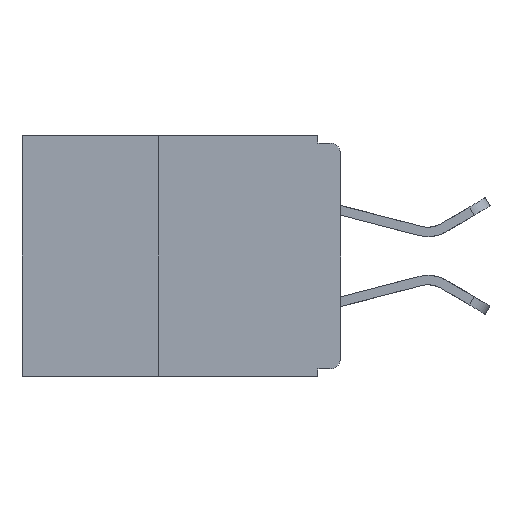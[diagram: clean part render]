
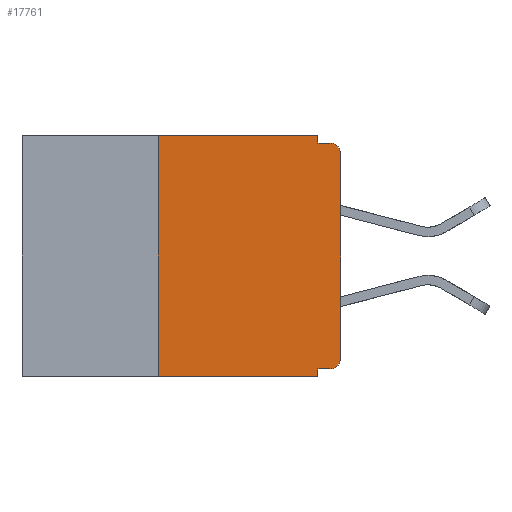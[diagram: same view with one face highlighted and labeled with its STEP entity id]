
A CAD part, left-side view. The second image highlights one B-rep face of the part: STEP entity #17761.
In plain terms, the highlighted planar face has unit normal (-1, 0, 0).
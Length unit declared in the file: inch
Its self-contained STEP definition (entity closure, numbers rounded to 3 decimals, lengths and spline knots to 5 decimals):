
#370 = CARTESIAN_POINT ( 'NONE',  ( 0., 0., -0.01 ) ) ;
#427 = ORIENTED_EDGE ( 'NONE', *, *, #23665, .F. ) ;
#614 = VERTEX_POINT ( 'NONE', #7438 ) ;
#701 = LINE ( 'NONE', #17699, #5833 ) ;
#757 = CIRCLE ( 'NONE', #1461, 0.015 ) ;
#978 = ORIENTED_EDGE ( 'NONE', *, *, #7066, .T. ) ;
#1032 = VECTOR ( 'NONE', #21811, 39.37008 ) ;
#1461 = AXIS2_PLACEMENT_3D ( 'NONE', #21484, #21447, #21364 ) ;
#1734 = DIRECTION ( 'NONE',  ( 0., -1., 0. ) ) ;
#1871 = ORIENTED_EDGE ( 'NONE', *, *, #23680, .F. ) ;
#1893 = CARTESIAN_POINT ( 'NONE',  ( 0., 0.437, -0.33 ) ) ;
#2334 = ORIENTED_EDGE ( 'NONE', *, *, #20164, .F. ) ;
#3759 = ORIENTED_EDGE ( 'NONE', *, *, #16656, .T. ) ;
#4248 = CARTESIAN_POINT ( 'NONE',  ( 0., 0., -0.32 ) ) ;
#4861 = VERTEX_POINT ( 'NONE', #10846 ) ;
#5057 = AXIS2_PLACEMENT_3D ( 'NONE', #21017, #17333, #6033 ) ;
#5251 = VECTOR ( 'NONE', #10252, 39.37008 ) ;
#5833 = VECTOR ( 'NONE', #13984, 39.37008 ) ;
#5840 = EDGE_CURVE ( 'NONE', #6330, #4861, #13087, .T. ) ;
#6033 = DIRECTION ( 'NONE',  ( 0., 0., -1. ) ) ;
#6052 = CARTESIAN_POINT ( 'NONE',  ( 0., 0.031, 0. ) ) ;
#6159 = EDGE_CURVE ( 'NONE', #4861, #9369, #757, .T. ) ;
#6247 = VERTEX_POINT ( 'NONE', #19753 ) ;
#6330 = VERTEX_POINT ( 'NONE', #18126 ) ;
#6609 = DIRECTION ( 'NONE',  ( -1., 0., 0. ) ) ;
#6789 = CARTESIAN_POINT ( 'NONE',  ( 0., 0.031, 0. ) ) ;
#6799 = LINE ( 'NONE', #6789, #1032 ) ;
#6967 = CARTESIAN_POINT ( 'NONE',  ( 0., 0.25, -0.33 ) ) ;
#7066 = EDGE_CURVE ( 'NONE', #19814, #15464, #9712, .T. ) ;
#7438 = CARTESIAN_POINT ( 'NONE',  ( 0., 0.25, 0. ) ) ;
#7467 = CARTESIAN_POINT ( 'NONE',  ( 0., 0.031, -0.33 ) ) ;
#8038 = VECTOR ( 'NONE', #13477, 39.37008 ) ;
#9369 = VERTEX_POINT ( 'NONE', #24052 ) ;
#9712 = LINE ( 'NONE', #1893, #11522 ) ;
#10224 = DIRECTION ( 'NONE',  ( 0., -1., 0. ) ) ;
#10252 = DIRECTION ( 'NONE',  ( 0., 0., 1. ) ) ;
#10797 = AXIS2_PLACEMENT_3D ( 'NONE', #17871, #6609, #19761 ) ;
#10846 = CARTESIAN_POINT ( 'NONE',  ( 0., 0., -0.025 ) ) ;
#11048 = ORIENTED_EDGE ( 'NONE', *, *, #18497, .F. ) ;
#11355 = ORIENTED_EDGE ( 'NONE', *, *, #5840, .T. ) ;
#11522 = VECTOR ( 'NONE', #1734, 39.37008 ) ;
#12030 = VERTEX_POINT ( 'NONE', #15780 ) ;
#12182 = CARTESIAN_POINT ( 'NONE',  ( 0., 0.25, -0.33 ) ) ;
#13087 = LINE ( 'NONE', #14170, #8038 ) ;
#13352 = EDGE_CURVE ( 'NONE', #614, #22282, #24401, .T. ) ;
#13477 = DIRECTION ( 'NONE',  ( 0., 0., 1. ) ) ;
#13782 = DIRECTION ( 'NONE',  ( 0., -1., 0. ) ) ;
#13951 = CARTESIAN_POINT ( 'NONE',  ( 0., 0.437, 0. ) ) ;
#13984 = DIRECTION ( 'NONE',  ( 0., 0., -1. ) ) ;
#14060 = ORIENTED_EDGE ( 'NONE', *, *, #20829, .F. ) ;
#14170 = CARTESIAN_POINT ( 'NONE',  ( 0., 0., 0. ) ) ;
#14419 = VECTOR ( 'NONE', #19250, 39.37008 ) ;
#14507 = ORIENTED_EDGE ( 'NONE', *, *, #6159, .T. ) ;
#15154 = CIRCLE ( 'NONE', #10797, 0.015 ) ;
#15334 = LINE ( 'NONE', #12182, #5251 ) ;
#15399 = PLANE ( 'NONE',  #5057 ) ;
#15464 = VERTEX_POINT ( 'NONE', #7467 ) ;
#15780 = CARTESIAN_POINT ( 'NONE',  ( 0., 0.015, -0.32 ) ) ;
#16656 = EDGE_CURVE ( 'NONE', #12030, #6330, #15154, .T. ) ;
#17333 = DIRECTION ( 'NONE',  ( 1., 0., 0. ) ) ;
#17699 = CARTESIAN_POINT ( 'NONE',  ( 0., 0.031, -0.33 ) ) ;
#17761 = ADVANCED_FACE ( 'NONE', ( #18299 ), #15399, .F. ) ;
#17871 = CARTESIAN_POINT ( 'NONE',  ( 0., 0.015, -0.305 ) ) ;
#18126 = CARTESIAN_POINT ( 'NONE',  ( 0., 0., -0.305 ) ) ;
#18299 = FACE_OUTER_BOUND ( 'NONE', #24492, .T. ) ;
#18317 = VECTOR ( 'NONE', #10224, 39.37008 ) ;
#18497 = EDGE_CURVE ( 'NONE', #22282, #21602, #6799, .T. ) ;
#18998 = LINE ( 'NONE', #370, #23395 ) ;
#19250 = DIRECTION ( 'NONE',  ( 0., 1., 0. ) ) ;
#19753 = CARTESIAN_POINT ( 'NONE',  ( 0., 0.031, -0.32 ) ) ;
#19761 = DIRECTION ( 'NONE',  ( 0., 0., -1. ) ) ;
#19814 = VERTEX_POINT ( 'NONE', #6967 ) ;
#19845 = ORIENTED_EDGE ( 'NONE', *, *, #13352, .F. ) ;
#20164 = EDGE_CURVE ( 'NONE', #12030, #6247, #24262, .T. ) ;
#20189 = CARTESIAN_POINT ( 'NONE',  ( 0., 0.031, -0.01 ) ) ;
#20829 = EDGE_CURVE ( 'NONE', #21602, #9369, #18998, .T. ) ;
#21017 = CARTESIAN_POINT ( 'NONE',  ( 0., 0.437, 0. ) ) ;
#21364 = DIRECTION ( 'NONE',  ( 0., 0., -1. ) ) ;
#21447 = DIRECTION ( 'NONE',  ( -1., 0., 0. ) ) ;
#21484 = CARTESIAN_POINT ( 'NONE',  ( 0., 0.015, -0.025 ) ) ;
#21602 = VERTEX_POINT ( 'NONE', #20189 ) ;
#21811 = DIRECTION ( 'NONE',  ( 0., 0., -1. ) ) ;
#22282 = VERTEX_POINT ( 'NONE', #6052 ) ;
#23395 = VECTOR ( 'NONE', #13782, 39.37008 ) ;
#23665 = EDGE_CURVE ( 'NONE', #6247, #15464, #701, .T. ) ;
#23680 = EDGE_CURVE ( 'NONE', #19814, #614, #15334, .T. ) ;
#24052 = CARTESIAN_POINT ( 'NONE',  ( 0., 0.015, -0.01 ) ) ;
#24262 = LINE ( 'NONE', #4248, #14419 ) ;
#24401 = LINE ( 'NONE', #13951, #18317 ) ;
#24492 = EDGE_LOOP ( 'NONE', ( #11355, #14507, #14060, #11048, #19845, #1871, #978, #427, #2334, #3759 ) ) ;
